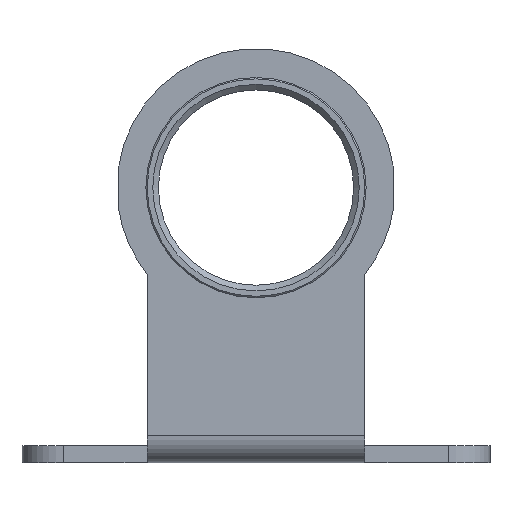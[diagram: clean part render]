
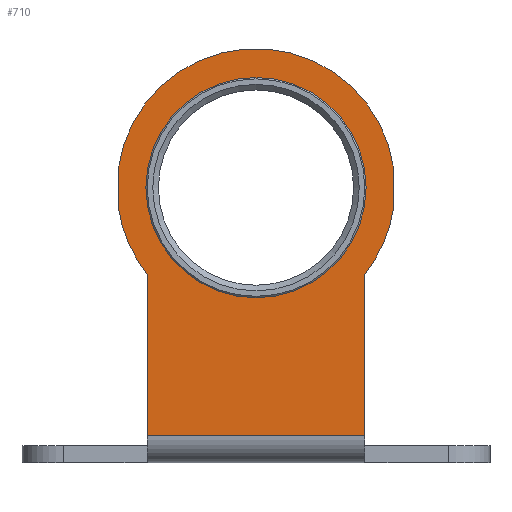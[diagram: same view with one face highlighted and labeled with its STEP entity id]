
A CAD part, front view. The second image highlights one B-rep face of the part: STEP entity #710.
In plain terms, the highlighted planar face has unit normal (0, -1, 0).
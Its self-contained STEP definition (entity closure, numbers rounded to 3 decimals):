
#59=CIRCLE('',#801,20.2);
#60=CIRCLE('',#802,20.2);
#61=CIRCLE('',#803,20.2);
#62=CIRCLE('',#804,16.);
#222=ORIENTED_EDGE('',*,*,#291,.T.);
#223=ORIENTED_EDGE('',*,*,#354,.F.);
#224=ORIENTED_EDGE('',*,*,#302,.F.);
#225=ORIENTED_EDGE('',*,*,#355,.F.);
#226=ORIENTED_EDGE('',*,*,#356,.F.);
#227=ORIENTED_EDGE('',*,*,#357,.F.);
#228=ORIENTED_EDGE('',*,*,#358,.F.);
#229=ORIENTED_EDGE('',*,*,#359,.F.);
#230=ORIENTED_EDGE('',*,*,#360,.T.);
#291=EDGE_CURVE('',#384,#383,#450,.T.);
#302=EDGE_CURVE('',#394,#395,#459,.T.);
#354=EDGE_CURVE('',#395,#383,#492,.T.);
#355=EDGE_CURVE('',#427,#394,#59,.T.);
#356=EDGE_CURVE('',#428,#427,#493,.T.);
#357=EDGE_CURVE('',#429,#428,#60,.T.);
#358=EDGE_CURVE('',#430,#429,#494,.T.);
#359=EDGE_CURVE('',#384,#430,#61,.T.);
#360=EDGE_CURVE('',#431,#431,#62,.T.);
#383=VERTEX_POINT('',#1077);
#384=VERTEX_POINT('',#1079);
#394=VERTEX_POINT('',#1100);
#395=VERTEX_POINT('',#1102);
#427=VERTEX_POINT('',#1205);
#428=VERTEX_POINT('',#1207);
#429=VERTEX_POINT('',#1209);
#430=VERTEX_POINT('',#1211);
#431=VERTEX_POINT('',#1214);
#450=LINE('',#1078,#508);
#459=LINE('',#1101,#517);
#492=LINE('',#1203,#550);
#493=LINE('',#1206,#551);
#494=LINE('',#1210,#552);
#508=VECTOR('',#858,1000.);
#517=VECTOR('',#873,1000.);
#550=VECTOR('',#980,1000.);
#551=VECTOR('',#983,1000.);
#552=VECTOR('',#986,1000.);
#584=EDGE_LOOP('',(#222,#223,#224,#225,#226,#227,#228,#229));
#585=EDGE_LOOP('',(#230));
#640=FACE_BOUND('',#584,.T.);
#641=FACE_BOUND('',#585,.T.);
#683=PLANE('',#800);
#710=ADVANCED_FACE('',(#640,#641),#683,.F.);
#800=AXIS2_PLACEMENT_3D('',#1202,#978,#979);
#801=AXIS2_PLACEMENT_3D('',#1204,#981,#982);
#802=AXIS2_PLACEMENT_3D('',#1208,#984,#985);
#803=AXIS2_PLACEMENT_3D('',#1212,#987,#988);
#804=AXIS2_PLACEMENT_3D('',#1213,#989,#990);
#858=DIRECTION('',(0.,0.,-1.));
#873=DIRECTION('',(0.,0.,-1.));
#978=DIRECTION('',(0.,1.,0.));
#979=DIRECTION('',(0.,0.,1.));
#980=DIRECTION('',(-1.,0.,0.));
#981=DIRECTION('',(0.,1.,0.));
#982=DIRECTION('',(1.,0.,0.));
#983=DIRECTION('',(0.,0.,-1.));
#984=DIRECTION('',(0.,1.,0.));
#985=DIRECTION('',(1.,0.,0.));
#986=DIRECTION('',(0.,0.,1.));
#987=DIRECTION('',(0.,1.,0.));
#988=DIRECTION('',(1.,0.,0.));
#989=DIRECTION('',(0.,1.,0.));
#990=DIRECTION('',(1.,0.,0.));
#1077=CARTESIAN_POINT('',(-15.8,0.,4.));
#1078=CARTESIAN_POINT('',(-15.8,0.,5.));
#1079=CARTESIAN_POINT('',(-15.8,0.,27.414));
#1100=CARTESIAN_POINT('',(15.8,0.,27.414));
#1101=CARTESIAN_POINT('',(15.8,0.,5.));
#1102=CARTESIAN_POINT('',(15.8,0.,4.));
#1202=CARTESIAN_POINT('',(15.8,0.,5.));
#1203=CARTESIAN_POINT('',(15.8,0.,4.));
#1204=CARTESIAN_POINT('',(0.,0.,40.));
#1205=CARTESIAN_POINT('',(20.,0.,37.165));
#1206=CARTESIAN_POINT('',(20.,0.,42.835));
#1207=CARTESIAN_POINT('',(20.,0.,42.835));
#1208=CARTESIAN_POINT('',(0.,0.,40.));
#1209=CARTESIAN_POINT('',(-20.,0.,42.835));
#1210=CARTESIAN_POINT('',(-20.,0.,37.165));
#1211=CARTESIAN_POINT('',(-20.,0.,37.165));
#1212=CARTESIAN_POINT('',(0.,0.,40.));
#1213=CARTESIAN_POINT('',(0.,0.,40.));
#1214=CARTESIAN_POINT('',(16.,0.,40.));
